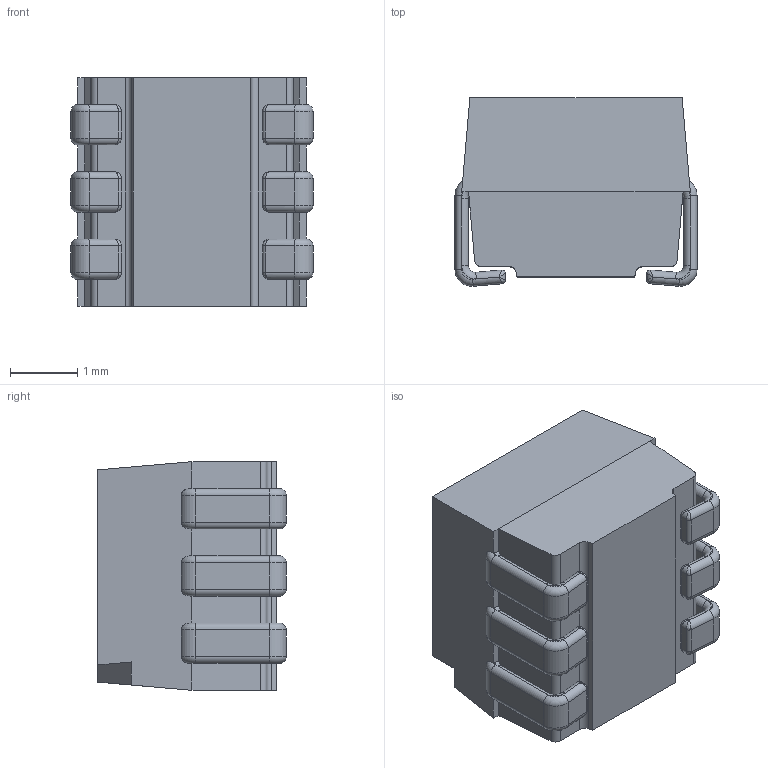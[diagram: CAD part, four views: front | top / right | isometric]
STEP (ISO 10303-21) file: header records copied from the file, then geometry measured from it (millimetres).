
FILE_DESCRIPTION (( 'STEP AP214' ), '1' );
FILE_NAME ('LED_Red_Green_Blue_SMD_Square_CLX6A.STEP', '2018-06-14T20:39:53', ( '' ), ( '' ), 'SwSTEP 2.0', 'SolidWorks 2018', '' );
FILE_SCHEMA (( 'AUTOMOTIVE_DESIGN' ));
Length unit declared in the file: millimetre
Products named in the file (1): LED_Red_Green_Blue_SMD_Square_CLX6A
Bounding box: 3.6 x 2.8 x 3.4 mm (x, y, z)
Volume: 24.6 mm3; surface area: 89.8 mm2
Topology: 2 solids, 2 shells, 305 faces, 746 edges, 416 vertices
Faces by surface type: cylinder 114, plane 113, torus 48, bspline 24, sphere 6
Entity records: 11871 total; most frequent: CARTESIAN_POINT 2272, DIRECTION 1425, ORIENTED_EDGE 1420, EDGE_CURVE 710, AXIS2_PLACEMENT_3D 529, VERTEX_POINT 410, LINE 367, VECTOR 367
